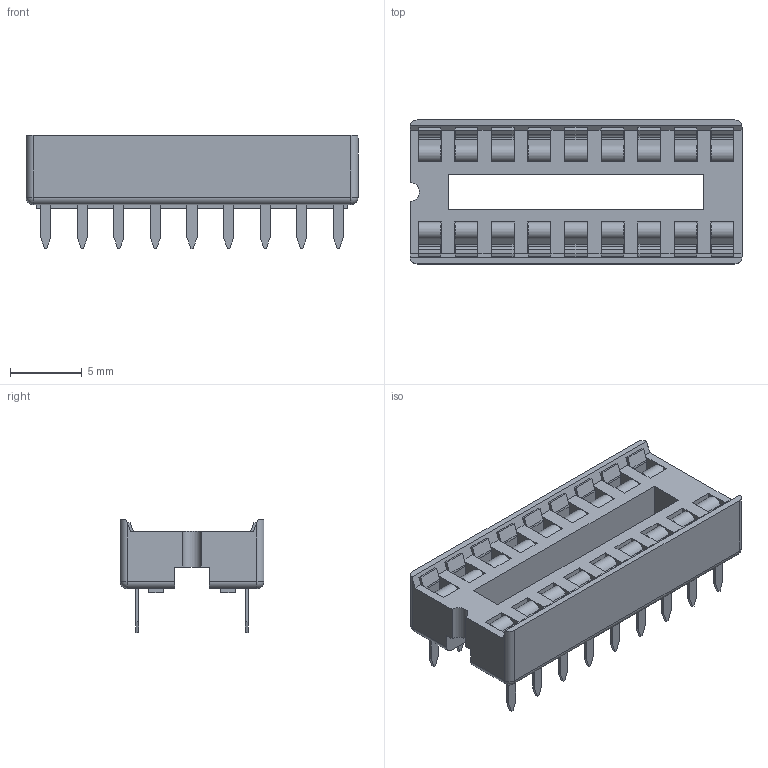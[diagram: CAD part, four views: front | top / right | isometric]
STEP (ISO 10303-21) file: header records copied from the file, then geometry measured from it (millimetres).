
FILE_DESCRIPTION(('STEP AP214'), '1');
FILE_NAME('DIP300-skt-flat-18', '2016-03-21T17:38:07', ('Nobody'), (''), 'ASCON STEP Converter 1.3', 'ASCON Math Kernel', '');
FILE_SCHEMA(('AUTOMOTIVE_DESIGN { 1 0 10303 214 3 1 1}'));
Length unit declared in the file: millimetre
Bounding box: 23.06 x 10 x 7.85 mm (x, y, z)
Volume: 640.7 mm3; surface area: 2107.2 mm2
Topology: 19 solids, 19 shells, 1087 faces, 2416 edges, 1364 vertices
Faces by surface type: plane 892, cylinder 191, sphere 4
Entity records: 37660 total; most frequent: DIRECTION 5002, CARTESIAN_POINT 4876, ORIENTED_EDGE 4824, EDGE_CURVE 2412, LINE 1990, VECTOR 1990, AXIS2_PLACEMENT_3D 1506, VERTEX_POINT 1364
